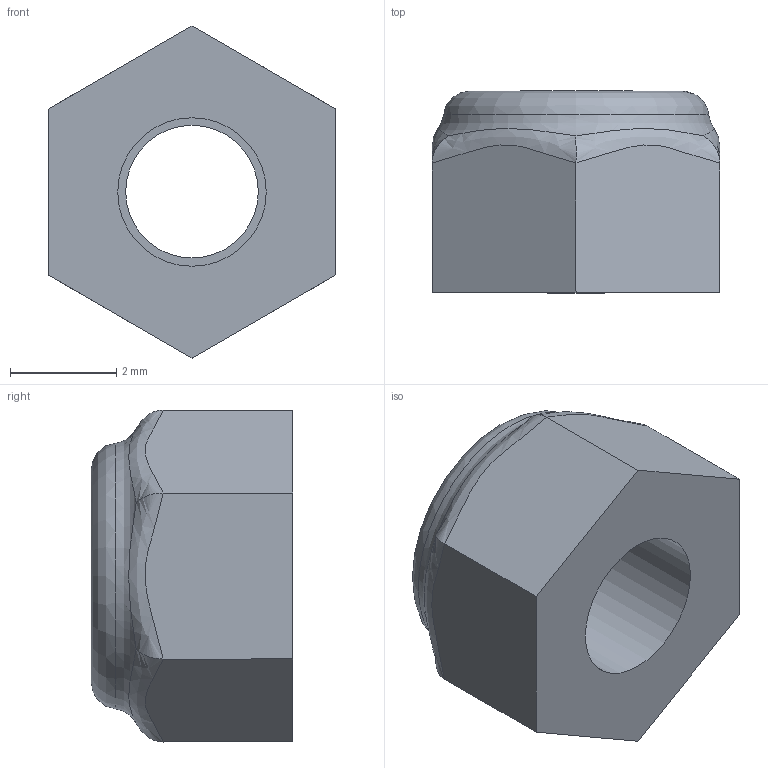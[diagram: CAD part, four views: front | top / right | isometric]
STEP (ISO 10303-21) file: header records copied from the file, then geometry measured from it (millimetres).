
FILE_DESCRIPTION(/* description */ (''),/* implementation_level */ '2;1');
FILE_NAME(/* name */ 'M3_Lock_nut_v2.step',/* time_stamp */ '2022-03-24T13:12:07+04:00',/* author */ (''),/* organization */ (''),/* preprocessor_version */ 'ST-DEVELOPER v18.1',/* originating_system */ 'Autodesk Translation Framework v10.13.0.1454',/* authorisation */ '');
FILE_SCHEMA (('AUTOMOTIVE_DESIGN { 1 0 10303 214 3 1 1 }'));
Length unit declared in the file: millimetre
Products named in the file (1): M3 Lock nut
Bounding box: 5.42 x 3.8 x 6.26 mm (x, y, z)
Volume: 72.6 mm3; surface area: 161.5 mm2
Topology: 2 solids, 2 shells, 21 faces, 44 edges, 27 vertices
Faces by surface type: plane 10, bspline 7, cylinder 3, torus 1
Full cylindrical faces by diameter (mm): 2.5 x1, 2.8 x1, 3.5 x1
Entity records: 997 total; most frequent: CARTESIAN_POINT 549, ORIENTED_EDGE 88, DIRECTION 61, EDGE_CURVE 44, VERTEX_POINT 27, EDGE_LOOP 25, AXIS2_PLACEMENT_3D 23, FACE_OUTER_BOUND 21
